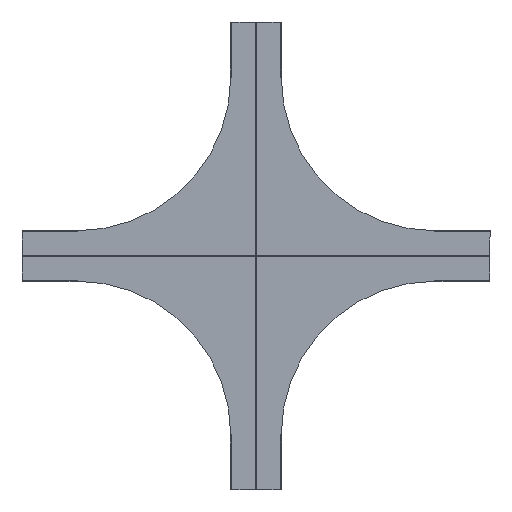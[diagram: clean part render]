
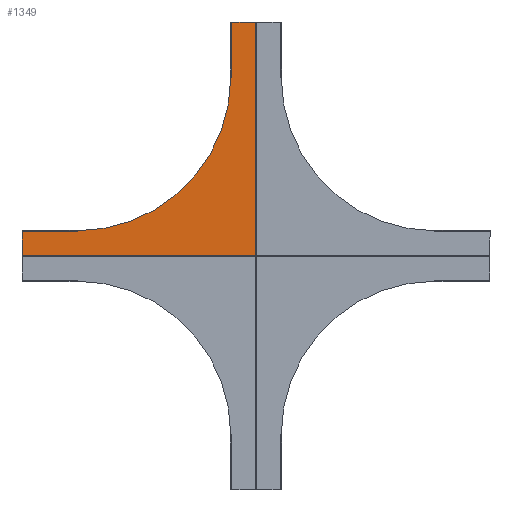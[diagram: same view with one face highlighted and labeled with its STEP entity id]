
A CAD part, front view. The second image highlights one B-rep face of the part: STEP entity #1349.
In plain terms, the highlighted planar face has unit normal (0, -1, 0).
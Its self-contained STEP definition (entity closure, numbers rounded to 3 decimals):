
#6 = LINE ( 'NONE', #63, #1614 ) ;
#28 = CARTESIAN_POINT ( 'NONE',  ( -917., -1.2, 100. ) ) ;
#45 = EDGE_CURVE ( 'NONE', #1827, #644, #841, .T. ) ;
#56 = CARTESIAN_POINT ( 'NONE',  ( -2.2, -1.2, 3.2 ) ) ;
#63 = CARTESIAN_POINT ( 'NONE',  ( -700., -1.2, 1.2 ) ) ;
#83 = VECTOR ( 'NONE', #2441, 1000. ) ;
#86 = EDGE_CURVE ( 'NONE', #1962, #254, #1560, .T. ) ;
#162 = EDGE_CURVE ( 'NONE', #249, #546, #1628, .T. ) ;
#174 = CARTESIAN_POINT ( 'NONE',  ( -1.2, -1.2, 0. ) ) ;
#213 = DIRECTION ( 'NONE',  ( 1., 0., 0. ) ) ;
#221 = EDGE_CURVE ( 'NONE', #234, #546, #705, .T. ) ;
#234 = VERTEX_POINT ( 'NONE', #461 ) ;
#249 = VERTEX_POINT ( 'NONE', #28 ) ;
#254 = VERTEX_POINT ( 'NONE', #474 ) ;
#282 = DIRECTION ( 'NONE',  ( 0., 0., 1. ) ) ;
#297 = CARTESIAN_POINT ( 'NONE',  ( -3.2, -1.2, 1.2 ) ) ;
#335 = VERTEX_POINT ( 'NONE', #687 ) ;
#338 = VERTEX_POINT ( 'NONE', #1500 ) ;
#339 = AXIS2_PLACEMENT_3D ( 'NONE', #623, #2098, #1440 ) ;
#346 = LINE ( 'NONE', #557, #433 ) ;
#368 = EDGE_CURVE ( 'NONE', #1316, #1632, #1996, .T. ) ;
#379 = EDGE_CURVE ( 'NONE', #1968, #335, #2319, .T. ) ;
#404 = LINE ( 'NONE', #858, #2569 ) ;
#406 = VECTOR ( 'NONE', #645, 1000. ) ;
#428 = CARTESIAN_POINT ( 'NONE',  ( -2.2, -1.2, 917. ) ) ;
#433 = VECTOR ( 'NONE', #1395, 1000. ) ;
#459 = VECTOR ( 'NONE', #282, 1000. ) ;
#461 = CARTESIAN_POINT ( 'NONE',  ( -700., -1.2, 99. ) ) ;
#472 = VERTEX_POINT ( 'NONE', #297 ) ;
#474 = CARTESIAN_POINT ( 'NONE',  ( -100., -1.2, 917. ) ) ;
#495 = FACE_OUTER_BOUND ( 'NONE', #844, .T. ) ;
#535 = EDGE_CURVE ( 'NONE', #1316, #338, #1829, .T. ) ;
#546 = VERTEX_POINT ( 'NONE', #2036 ) ;
#550 = ORIENTED_EDGE ( 'NONE', *, *, #554, .F. ) ;
#554 = EDGE_CURVE ( 'NONE', #1962, #2476, #1900, .T. ) ;
#557 = CARTESIAN_POINT ( 'NONE',  ( -3.2, -1.2, 700. ) ) ;
#562 = VECTOR ( 'NONE', #2593, 1000. ) ;
#569 = DIRECTION ( 'NONE',  ( 0., -1., 0. ) ) ;
#571 = EDGE_CURVE ( 'NONE', #234, #1914, #579, .T. ) ;
#579 = CIRCLE ( 'NONE', #1675, 601. ) ;
#587 = ORIENTED_EDGE ( 'NONE', *, *, #571, .F. ) ;
#613 = ORIENTED_EDGE ( 'NONE', *, *, #379, .T. ) ;
#623 = CARTESIAN_POINT ( 'NONE',  ( -700., -1.2, 700. ) ) ;
#640 = ORIENTED_EDGE ( 'NONE', *, *, #368, .F. ) ;
#642 = VECTOR ( 'NONE', #1070, 1000. ) ;
#644 = VERTEX_POINT ( 'NONE', #1583 ) ;
#645 = DIRECTION ( 'NONE',  ( 1., 0., 0. ) ) ;
#687 = CARTESIAN_POINT ( 'NONE',  ( -3.2, -1.2, 3.2 ) ) ;
#705 = LINE ( 'NONE', #2328, #642 ) ;
#749 = DIRECTION ( 'NONE',  ( 0., 0., -1. ) ) ;
#809 = ORIENTED_EDGE ( 'NONE', *, *, #1809, .F. ) ;
#841 = LINE ( 'NONE', #174, #2316 ) ;
#844 = EDGE_LOOP ( 'NONE', ( #613, #2324, #1808, #1120, #1148, #550, #1496, #2515, #2252, #587, #1282, #2429, #809, #640, #960, #2577, #2030 ) ) ;
#857 = EDGE_CURVE ( 'NONE', #1595, #1827, #2570, .T. ) ;
#858 = CARTESIAN_POINT ( 'NONE',  ( -700., -1.2, 3.2 ) ) ;
#960 = ORIENTED_EDGE ( 'NONE', *, *, #535, .T. ) ;
#968 = DIRECTION ( 'NONE',  ( 1., 0., 0. ) ) ;
#1028 = DIRECTION ( 'NONE',  ( 0., 0., 1. ) ) ;
#1057 = CARTESIAN_POINT ( 'NONE',  ( -700., -1.2, 917. ) ) ;
#1070 = DIRECTION ( 'NONE',  ( 0., 0., 1. ) ) ;
#1075 = CARTESIAN_POINT ( 'NONE',  ( 0., -1.2, 3.2 ) ) ;
#1105 = LINE ( 'NONE', #1331, #459 ) ;
#1120 = ORIENTED_EDGE ( 'NONE', *, *, #45, .T. ) ;
#1135 = DIRECTION ( 'NONE',  ( 0., 0., 1. ) ) ;
#1138 = CARTESIAN_POINT ( 'NONE',  ( -917., -1.2, 99. ) ) ;
#1148 = ORIENTED_EDGE ( 'NONE', *, *, #1257, .F. ) ;
#1239 = LINE ( 'NONE', #2055, #83 ) ;
#1257 = EDGE_CURVE ( 'NONE', #2476, #644, #1823, .T. ) ;
#1268 = CARTESIAN_POINT ( 'NONE',  ( -700., -1.2, 100. ) ) ;
#1277 = VECTOR ( 'NONE', #1857, 1000. ) ;
#1282 = ORIENTED_EDGE ( 'NONE', *, *, #221, .T. ) ;
#1316 = VERTEX_POINT ( 'NONE', #1448 ) ;
#1331 = CARTESIAN_POINT ( 'NONE',  ( -100., -1.2, 700. ) ) ;
#1349 = ADVANCED_FACE ( 'NONE', ( #495 ), #2480, .F. ) ;
#1350 = CARTESIAN_POINT ( 'NONE',  ( -3.2, -1.2, 700. ) ) ;
#1387 = CARTESIAN_POINT ( 'NONE',  ( -917., -1.2, 99. ) ) ;
#1395 = DIRECTION ( 'NONE',  ( 0., 0., -1. ) ) ;
#1423 = CARTESIAN_POINT ( 'NONE',  ( -917., -1.2, 2.2 ) ) ;
#1436 = EDGE_CURVE ( 'NONE', #335, #1595, #404, .T. ) ;
#1440 = DIRECTION ( 'NONE',  ( 0., 0., 1. ) ) ;
#1446 = CARTESIAN_POINT ( 'NONE',  ( -99., -1.2, 700. ) ) ;
#1448 = CARTESIAN_POINT ( 'NONE',  ( -917., -1.2, 2.2 ) ) ;
#1496 = ORIENTED_EDGE ( 'NONE', *, *, #86, .T. ) ;
#1500 = CARTESIAN_POINT ( 'NONE',  ( -917., -1.2, 1.2 ) ) ;
#1560 = LINE ( 'NONE', #2108, #2671 ) ;
#1563 = VECTOR ( 'NONE', #968, 1000. ) ;
#1583 = CARTESIAN_POINT ( 'NONE',  ( -1.2, -1.2, 917. ) ) ;
#1595 = VERTEX_POINT ( 'NONE', #56 ) ;
#1602 = CARTESIAN_POINT ( 'NONE',  ( -700., -1.2, 700. ) ) ;
#1614 = VECTOR ( 'NONE', #2575, 1000. ) ;
#1628 = LINE ( 'NONE', #1268, #1898 ) ;
#1632 = VERTEX_POINT ( 'NONE', #1138 ) ;
#1675 = AXIS2_PLACEMENT_3D ( 'NONE', #1602, #569, #2652 ) ;
#1677 = DIRECTION ( 'NONE',  ( -1., 0., 0. ) ) ;
#1678 = EDGE_CURVE ( 'NONE', #1968, #472, #346, .T. ) ;
#1687 = DIRECTION ( 'NONE',  ( 1., 0., 0. ) ) ;
#1713 = CARTESIAN_POINT ( 'NONE',  ( -99., -1.2, 917. ) ) ;
#1780 = DIRECTION ( 'NONE',  ( 0., 0., 1. ) ) ;
#1808 = ORIENTED_EDGE ( 'NONE', *, *, #857, .T. ) ;
#1809 = EDGE_CURVE ( 'NONE', #1632, #249, #1239, .T. ) ;
#1823 = LINE ( 'NONE', #1057, #1277 ) ;
#1827 = VERTEX_POINT ( 'NONE', #2076 ) ;
#1829 = LINE ( 'NONE', #1423, #2672 ) ;
#1857 = DIRECTION ( 'NONE',  ( 1., 0., 0. ) ) ;
#1898 = VECTOR ( 'NONE', #213, 1000. ) ;
#1900 = LINE ( 'NONE', #2220, #1563 ) ;
#1914 = VERTEX_POINT ( 'NONE', #1446 ) ;
#1962 = VERTEX_POINT ( 'NONE', #1713 ) ;
#1968 = VERTEX_POINT ( 'NONE', #2492 ) ;
#1971 = EDGE_CURVE ( 'NONE', #2457, #254, #1105, .T. ) ;
#1996 = LINE ( 'NONE', #1387, #2254 ) ;
#2030 = ORIENTED_EDGE ( 'NONE', *, *, #1678, .F. ) ;
#2036 = CARTESIAN_POINT ( 'NONE',  ( -700., -1.2, 100. ) ) ;
#2055 = CARTESIAN_POINT ( 'NONE',  ( -917., -1.2, 700. ) ) ;
#2076 = CARTESIAN_POINT ( 'NONE',  ( -1.2, -1.2, 3.2 ) ) ;
#2098 = DIRECTION ( 'NONE',  ( 0., 1., 0. ) ) ;
#2108 = CARTESIAN_POINT ( 'NONE',  ( -99., -1.2, 917. ) ) ;
#2163 = CARTESIAN_POINT ( 'NONE',  ( -700., -1.2, 700. ) ) ;
#2220 = CARTESIAN_POINT ( 'NONE',  ( 0., -1.2, 917. ) ) ;
#2252 = ORIENTED_EDGE ( 'NONE', *, *, #2568, .F. ) ;
#2254 = VECTOR ( 'NONE', #1780, 1000. ) ;
#2274 = LINE ( 'NONE', #2163, #562 ) ;
#2316 = VECTOR ( 'NONE', #1028, 1000. ) ;
#2319 = LINE ( 'NONE', #1350, #2418 ) ;
#2324 = ORIENTED_EDGE ( 'NONE', *, *, #1436, .T. ) ;
#2328 = CARTESIAN_POINT ( 'NONE',  ( -700., -1.2, 99. ) ) ;
#2348 = CARTESIAN_POINT ( 'NONE',  ( -100., -1.2, 700. ) ) ;
#2418 = VECTOR ( 'NONE', #1135, 1000. ) ;
#2429 = ORIENTED_EDGE ( 'NONE', *, *, #162, .F. ) ;
#2441 = DIRECTION ( 'NONE',  ( 0., 0., 1. ) ) ;
#2457 = VERTEX_POINT ( 'NONE', #2348 ) ;
#2476 = VERTEX_POINT ( 'NONE', #428 ) ;
#2480 = PLANE ( 'NONE',  #339 ) ;
#2492 = CARTESIAN_POINT ( 'NONE',  ( -3.2, -1.2, 2.2 ) ) ;
#2515 = ORIENTED_EDGE ( 'NONE', *, *, #1971, .F. ) ;
#2568 = EDGE_CURVE ( 'NONE', #1914, #2457, #2274, .T. ) ;
#2569 = VECTOR ( 'NONE', #1687, 1000. ) ;
#2570 = LINE ( 'NONE', #1075, #406 ) ;
#2575 = DIRECTION ( 'NONE',  ( -1., 0., 0. ) ) ;
#2577 = ORIENTED_EDGE ( 'NONE', *, *, #2587, .F. ) ;
#2587 = EDGE_CURVE ( 'NONE', #472, #338, #6, .T. ) ;
#2593 = DIRECTION ( 'NONE',  ( -1., 0., 0. ) ) ;
#2652 = DIRECTION ( 'NONE',  ( 0., 0., 1. ) ) ;
#2671 = VECTOR ( 'NONE', #1677, 1000. ) ;
#2672 = VECTOR ( 'NONE', #749, 1000. ) ;
